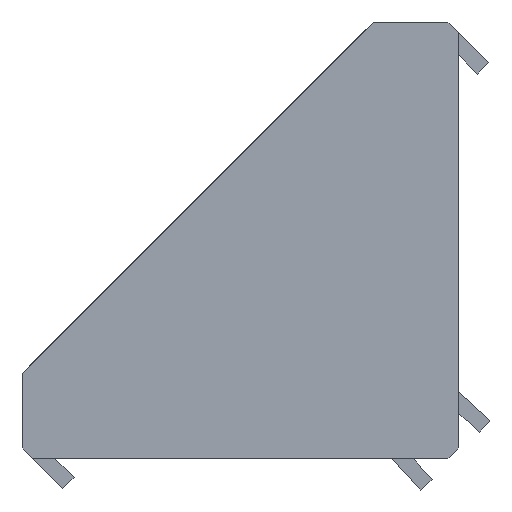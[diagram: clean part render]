
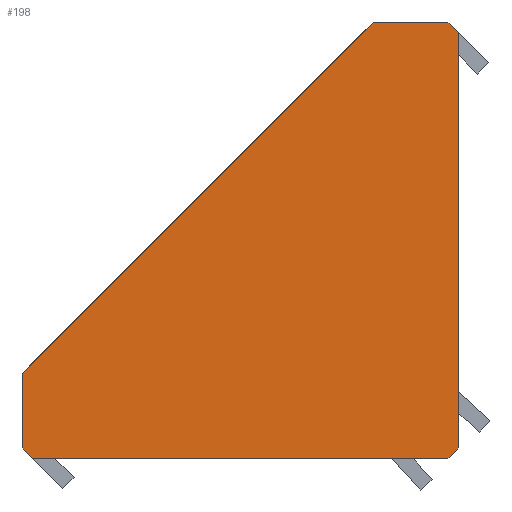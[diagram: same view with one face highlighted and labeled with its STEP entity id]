
A CAD part, left-side view. The second image highlights one B-rep face of the part: STEP entity #198.
In plain terms, the highlighted planar face has unit normal (-1, 0, 0).
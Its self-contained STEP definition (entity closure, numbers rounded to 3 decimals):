
#43 = VECTOR ( 'NONE', #1657, 1000. ) ;
#150 = VECTOR ( 'NONE', #1897, 1000. ) ;
#198 = ADVANCED_FACE ( 'NONE', ( #2011 ), #284, .F. ) ;
#284 = PLANE ( 'NONE',  #1150 ) ;
#287 = CARTESIAN_POINT ( 'NONE',  ( -20.335, -20.5, 0. ) ) ;
#291 = ORIENTED_EDGE ( 'NONE', *, *, #2054, .T. ) ;
#419 = CARTESIAN_POINT ( 'NONE',  ( -20.335, 20.5, 9. ) ) ;
#426 = ORIENTED_EDGE ( 'NONE', *, *, #3079, .F. ) ;
#437 = CARTESIAN_POINT ( 'NONE',  ( -20.335, 20.5, 1. ) ) ;
#503 = LINE ( 'NONE', #437, #2437 ) ;
#638 = LINE ( 'NONE', #2824, #1936 ) ;
#659 = VERTEX_POINT ( 'NONE', #1593 ) ;
#686 = CARTESIAN_POINT ( 'NONE',  ( -20.335, -11.5, 41. ) ) ;
#693 = DIRECTION ( 'NONE',  ( 0., 0.707, -0.707 ) ) ;
#765 = VERTEX_POINT ( 'NONE', #2286 ) ;
#784 = VERTEX_POINT ( 'NONE', #3018 ) ;
#794 = CARTESIAN_POINT ( 'NONE',  ( -20.335, -20.5, 1. ) ) ;
#827 = EDGE_CURVE ( 'NONE', #2778, #1407, #3002, .T. ) ;
#898 = VECTOR ( 'NONE', #2950, 1000. ) ;
#929 = LINE ( 'NONE', #1882, #1081 ) ;
#936 = CARTESIAN_POINT ( 'NONE',  ( -20.335, -19.5, 41. ) ) ;
#963 = LINE ( 'NONE', #686, #150 ) ;
#1029 = CARTESIAN_POINT ( 'NONE',  ( -20.335, -19.5, 0. ) ) ;
#1081 = VECTOR ( 'NONE', #2374, 1000. ) ;
#1111 = ORIENTED_EDGE ( 'NONE', *, *, #827, .F. ) ;
#1150 = AXIS2_PLACEMENT_3D ( 'NONE', #2936, #1510, #1745 ) ;
#1246 = VERTEX_POINT ( 'NONE', #1029 ) ;
#1282 = LINE ( 'NONE', #2886, #1517 ) ;
#1318 = ORIENTED_EDGE ( 'NONE', *, *, #3095, .T. ) ;
#1407 = VERTEX_POINT ( 'NONE', #2581 ) ;
#1411 = EDGE_CURVE ( 'NONE', #1407, #1584, #929, .T. ) ;
#1483 = EDGE_LOOP ( 'NONE', ( #2893, #2589, #2645, #1111, #426, #291, #1580, #1318 ) ) ;
#1510 = DIRECTION ( 'NONE',  ( 1., 0., 0. ) ) ;
#1517 = VECTOR ( 'NONE', #693, 1000. ) ;
#1578 = LINE ( 'NONE', #419, #43 ) ;
#1580 = ORIENTED_EDGE ( 'NONE', *, *, #1627, .T. ) ;
#1584 = VERTEX_POINT ( 'NONE', #794 ) ;
#1593 = CARTESIAN_POINT ( 'NONE',  ( -20.335, 20.5, 1. ) ) ;
#1613 = DIRECTION ( 'NONE',  ( 0., -0.707, 0.707 ) ) ;
#1627 = EDGE_CURVE ( 'NONE', #784, #659, #1578, .T. ) ;
#1630 = LINE ( 'NONE', #287, #898 ) ;
#1657 = DIRECTION ( 'NONE',  ( 0., 0., -1. ) ) ;
#1673 = DIRECTION ( 'NONE',  ( 0., -0.707, -0.707 ) ) ;
#1683 = EDGE_CURVE ( 'NONE', #1246, #1584, #638, .T. ) ;
#1719 = CARTESIAN_POINT ( 'NONE',  ( -20.335, 19.5, 0. ) ) ;
#1745 = DIRECTION ( 'NONE',  ( 0., 1., 0. ) ) ;
#1882 = CARTESIAN_POINT ( 'NONE',  ( -20.335, -20.5, 0. ) ) ;
#1897 = DIRECTION ( 'NONE',  ( 0., -1., 0. ) ) ;
#1912 = VERTEX_POINT ( 'NONE', #1719 ) ;
#1936 = VECTOR ( 'NONE', #1613, 1000. ) ;
#2011 = FACE_OUTER_BOUND ( 'NONE', #1483, .T. ) ;
#2054 = EDGE_CURVE ( 'NONE', #765, #784, #1282, .T. ) ;
#2286 = CARTESIAN_POINT ( 'NONE',  ( -20.335, -12.5, 41. ) ) ;
#2374 = DIRECTION ( 'NONE',  ( 0., 0., -1. ) ) ;
#2437 = VECTOR ( 'NONE', #1673, 1000. ) ;
#2440 = EDGE_CURVE ( 'NONE', #1912, #1246, #1630, .T. ) ;
#2581 = CARTESIAN_POINT ( 'NONE',  ( -20.335, -20.5, 40. ) ) ;
#2589 = ORIENTED_EDGE ( 'NONE', *, *, #1683, .T. ) ;
#2645 = ORIENTED_EDGE ( 'NONE', *, *, #1411, .F. ) ;
#2731 = CARTESIAN_POINT ( 'NONE',  ( -20.335, -19.5, 41. ) ) ;
#2778 = VERTEX_POINT ( 'NONE', #936 ) ;
#2824 = CARTESIAN_POINT ( 'NONE',  ( -20.335, -20.5, 1. ) ) ;
#2886 = CARTESIAN_POINT ( 'NONE',  ( -20.335, 19.5, 9. ) ) ;
#2890 = VECTOR ( 'NONE', #2978, 1000. ) ;
#2893 = ORIENTED_EDGE ( 'NONE', *, *, #2440, .T. ) ;
#2936 = CARTESIAN_POINT ( 'NONE',  ( -20.335, -20.5, 9. ) ) ;
#2950 = DIRECTION ( 'NONE',  ( 0., -1., 0. ) ) ;
#2978 = DIRECTION ( 'NONE',  ( 0., -0.707, -0.707 ) ) ;
#3002 = LINE ( 'NONE', #2731, #2890 ) ;
#3018 = CARTESIAN_POINT ( 'NONE',  ( -20.335, 20.5, 8. ) ) ;
#3079 = EDGE_CURVE ( 'NONE', #765, #2778, #963, .T. ) ;
#3095 = EDGE_CURVE ( 'NONE', #659, #1912, #503, .T. ) ;
